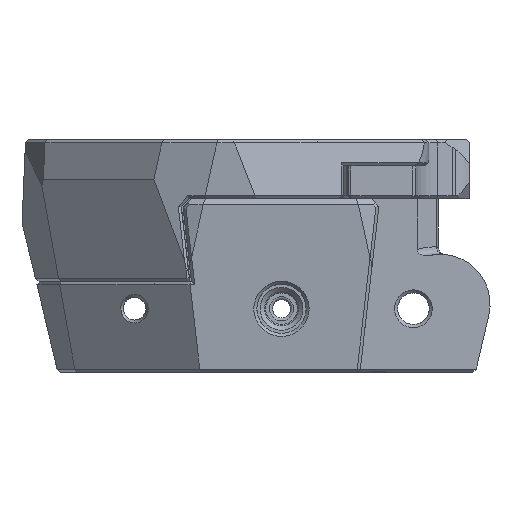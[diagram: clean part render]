
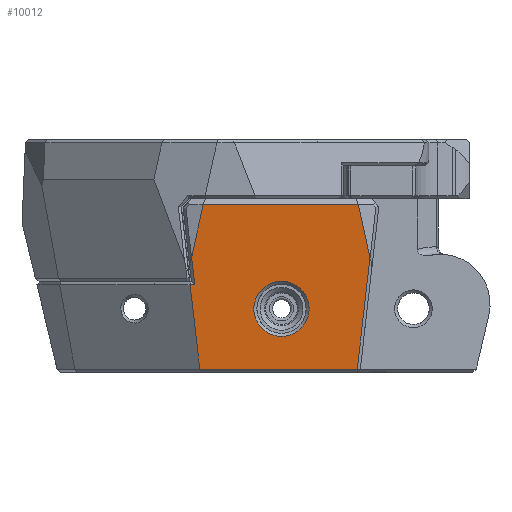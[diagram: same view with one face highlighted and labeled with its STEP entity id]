
A CAD part, front view. The second image highlights one B-rep face of the part: STEP entity #10012.
In plain terms, the highlighted planar face has unit normal (0, -0.996, -0.087).
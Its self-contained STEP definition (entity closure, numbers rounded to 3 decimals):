
#307=FACE_BOUND('',#1749,.T.);
#473=B_SPLINE_CURVE_WITH_KNOTS('',3,(#18714,#18715,#18716,#18717,#18718,
#18719,#18720,#18721,#18722,#18723),.UNSPECIFIED.,.T.,.F.,(4,1,1,1,1,1,
1,4),(-3.142,-2.244,-1.346,-0.449,
0.449,1.346,2.244,3.142),
 .UNSPECIFIED.);
#728=PLANE('',#10736);
#1157=FACE_OUTER_BOUND('',#1748,.T.);
#1748=EDGE_LOOP('',(#8089,#8090,#8091,#8092,#8093,#8094,#8095,#8096,#8097,
#8098));
#1749=EDGE_LOOP('',(#8099));
#2404=LINE('',#18727,#3274);
#2407=LINE('',#18732,#3277);
#2410=LINE('',#18737,#3280);
#2411=LINE('',#18740,#3281);
#2414=LINE('',#18746,#3284);
#2421=LINE('',#18759,#3291);
#2425=LINE('',#18767,#3295);
#2431=LINE('',#18780,#3301);
#2492=LINE('',#18971,#3362);
#2493=LINE('',#18973,#3363);
#3274=VECTOR('',#12266,10.);
#3277=VECTOR('',#12271,10.);
#3280=VECTOR('',#12276,10.);
#3281=VECTOR('',#12279,10.);
#3284=VECTOR('',#12284,10.);
#3291=VECTOR('',#12293,10.);
#3295=VECTOR('',#12299,10.);
#3301=VECTOR('',#12311,10.);
#3362=VECTOR('',#12464,10.);
#3363=VECTOR('',#12467,10.);
#4619=VERTEX_POINT('',#18712);
#4620=VERTEX_POINT('',#18725);
#4621=VERTEX_POINT('',#18726);
#4622=VERTEX_POINT('',#18731);
#4623=VERTEX_POINT('',#18735);
#4624=VERTEX_POINT('',#18739);
#4626=VERTEX_POINT('',#18745);
#4628=VERTEX_POINT('',#18751);
#4633=VERTEX_POINT('',#18762);
#4638=VERTEX_POINT('',#18779);
#4682=VERTEX_POINT('',#18969);
#5795=EDGE_CURVE('',#4619,#4619,#473,.T.);
#5796=EDGE_CURVE('',#4620,#4621,#2404,.T.);
#5799=EDGE_CURVE('',#4621,#4622,#2407,.T.);
#5802=EDGE_CURVE('',#4623,#4622,#2410,.T.);
#5803=EDGE_CURVE('',#4623,#4624,#2411,.T.);
#5806=EDGE_CURVE('',#4624,#4626,#2414,.T.);
#5813=EDGE_CURVE('',#4626,#4628,#2421,.T.);
#5817=EDGE_CURVE('',#4633,#4628,#2425,.T.);
#5823=EDGE_CURVE('',#4633,#4638,#2431,.T.);
#5900=EDGE_CURVE('',#4682,#4620,#2492,.T.);
#5901=EDGE_CURVE('',#4638,#4682,#2493,.T.);
#8089=ORIENTED_EDGE('',*,*,#5901,.F.);
#8090=ORIENTED_EDGE('',*,*,#5823,.F.);
#8091=ORIENTED_EDGE('',*,*,#5817,.T.);
#8092=ORIENTED_EDGE('',*,*,#5813,.F.);
#8093=ORIENTED_EDGE('',*,*,#5806,.F.);
#8094=ORIENTED_EDGE('',*,*,#5803,.F.);
#8095=ORIENTED_EDGE('',*,*,#5802,.T.);
#8096=ORIENTED_EDGE('',*,*,#5799,.F.);
#8097=ORIENTED_EDGE('',*,*,#5796,.F.);
#8098=ORIENTED_EDGE('',*,*,#5900,.F.);
#8099=ORIENTED_EDGE('',*,*,#5795,.F.);
#10012=ADVANCED_FACE('',(#1157,#307),#728,.T.);
#10736=AXIS2_PLACEMENT_3D('',#18972,#12465,#12466);
#12266=DIRECTION('',(1.,0.,0.));
#12271=DIRECTION('',(-0.112,-0.087,0.99));
#12276=DIRECTION('',(-0.214,0.085,-0.973));
#12279=DIRECTION('',(0.955,-0.026,0.296));
#12284=DIRECTION('',(1.,0.,0.));
#12293=DIRECTION('',(0.955,0.026,-0.296));
#12299=DIRECTION('',(-0.214,-0.085,0.973));
#12311=DIRECTION('',(-0.113,0.087,-0.99));
#12464=DIRECTION('',(-0.114,-0.087,0.99));
#12465=DIRECTION('center_axis',(0.,-0.996,
-0.087));
#12466=DIRECTION('ref_axis',(0.,0.087,-0.996));
#12467=DIRECTION('',(-1.,0.,0.));
#18712=CARTESIAN_POINT('',(-1.027,-25.861,11.863));
#18714=CARTESIAN_POINT('Ctrl Pts',(-1.027,-25.861,
11.863));
#18715=CARTESIAN_POINT('Ctrl Pts',(-2.124,-25.861,
11.863));
#18716=CARTESIAN_POINT('Ctrl Pts',(-4.303,-25.769,
10.813));
#18717=CARTESIAN_POINT('Ctrl Pts',(-5.122,-25.459,
7.267));
#18718=CARTESIAN_POINT('Ctrl Pts',(-2.846,-25.21,4.425));
#18719=CARTESIAN_POINT('Ctrl Pts',(0.795,-25.21,
4.419));
#18720=CARTESIAN_POINT('Ctrl Pts',(3.061,-25.459,7.269));
#18721=CARTESIAN_POINT('Ctrl Pts',(2.254,-25.769,10.814));
#18722=CARTESIAN_POINT('Ctrl Pts',(0.07,-25.861,
11.863));
#18723=CARTESIAN_POINT('Ctrl Pts',(-1.027,-25.861,
11.863));
#18725=CARTESIAN_POINT('',(-13.161,-25.82,11.402));
#18726=CARTESIAN_POINT('',(-12.541,-25.82,11.402));
#18727=CARTESIAN_POINT('',(-11.497,-25.82,11.402));
#18731=CARTESIAN_POINT('',(-12.95,-26.138,15.03));
#18732=CARTESIAN_POINT('',(-12.567,-25.841,11.637));
#18735=CARTESIAN_POINT('',(-11.419,-26.748,22.));
#18737=CARTESIAN_POINT('',(-11.584,-26.682,21.247));
#18739=CARTESIAN_POINT('',(-11.414,-26.748,22.002));
#18740=CARTESIAN_POINT('',(-17.71,-26.577,20.047));
#18745=CARTESIAN_POINT('',(9.159,-26.748,22.002));
#18746=CARTESIAN_POINT('',(-23.688,-26.748,22.002));
#18751=CARTESIAN_POINT('',(9.164,-26.748,22.));
#18759=CARTESIAN_POINT('',(-3.085,-27.08,25.803));
#18762=CARTESIAN_POINT('',(10.711,-26.132,14.958));
#18767=CARTESIAN_POINT('',(10.098,-26.376,17.751));
#18779=CARTESIAN_POINT('',(9.026,-24.84,0.198));
#18780=CARTESIAN_POINT('',(10.897,-26.274,16.583));
#18969=CARTESIAN_POINT('',(-11.869,-24.84,0.198));
#18971=CARTESIAN_POINT('',(-12.467,-25.294,5.383));
#18972=CARTESIAN_POINT('Origin',(-1.149,-26.324,17.162));
#18973=CARTESIAN_POINT('',(-1.688,-24.84,0.198));
